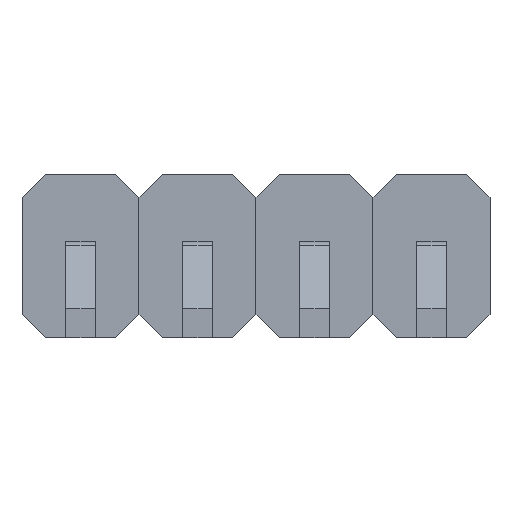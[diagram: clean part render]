
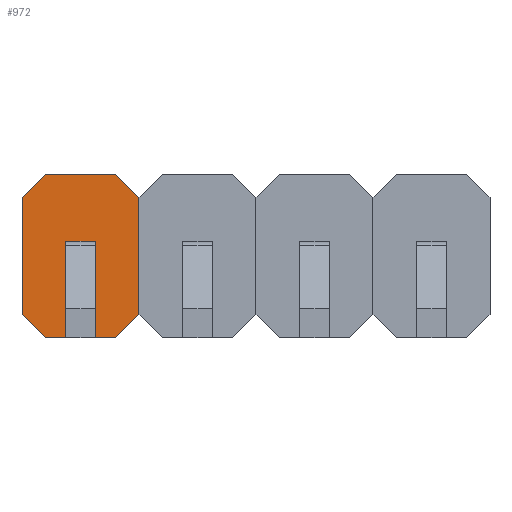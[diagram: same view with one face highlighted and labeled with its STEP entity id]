
A CAD part, left-side view. The second image highlights one B-rep face of the part: STEP entity #972.
In plain terms, the highlighted planar face has unit normal (-1, 0, 0).
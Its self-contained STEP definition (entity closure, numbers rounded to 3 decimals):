
#936 = EDGE_CURVE('',#937,#939,#941,.T.);
#937 = VERTEX_POINT('',#938);
#938 = CARTESIAN_POINT('',(3.808,0.77,3.56));
#939 = VERTEX_POINT('',#940);
#940 = CARTESIAN_POINT('',(3.808,-0.77,3.56));
#941 = LINE('',#942,#943);
#942 = CARTESIAN_POINT('',(3.808,1.27,3.56));
#943 = VECTOR('',#944,1.);
#944 = DIRECTION('',(0.,-1.,0.));
#972 = ADVANCED_FACE('',(#973),#1030,.F.);
#973 = FACE_BOUND('',#974,.F.);
#974 = EDGE_LOOP('',(#975,#976,#984,#992,#1000,#1008,#1016,#1024));
#975 = ORIENTED_EDGE('',*,*,#936,.T.);
#976 = ORIENTED_EDGE('',*,*,#977,.T.);
#977 = EDGE_CURVE('',#939,#978,#980,.T.);
#978 = VERTEX_POINT('',#979);
#979 = CARTESIAN_POINT('',(3.808,-1.27,3.06));
#980 = LINE('',#981,#982);
#981 = CARTESIAN_POINT('',(3.808,-1.148,3.183));
#982 = VECTOR('',#983,1.);
#983 = DIRECTION('',(0.,-0.707,-0.707)
  );
#984 = ORIENTED_EDGE('',*,*,#985,.T.);
#985 = EDGE_CURVE('',#978,#986,#988,.T.);
#986 = VERTEX_POINT('',#987);
#987 = CARTESIAN_POINT('',(3.808,-1.27,0.5));
#988 = LINE('',#989,#990);
#989 = CARTESIAN_POINT('',(3.808,-1.27,3.56));
#990 = VECTOR('',#991,1.);
#991 = DIRECTION('',(0.,0.,-1.));
#992 = ORIENTED_EDGE('',*,*,#993,.T.);
#993 = EDGE_CURVE('',#986,#994,#996,.T.);
#994 = VERTEX_POINT('',#995);
#995 = CARTESIAN_POINT('',(3.808,-0.77,0.));
#996 = LINE('',#997,#998);
#997 = CARTESIAN_POINT('',(3.808,-1.148,0.378));
#998 = VECTOR('',#999,1.);
#999 = DIRECTION('',(0.,0.707,-0.707)
  );
#1000 = ORIENTED_EDGE('',*,*,#1001,.T.);
#1001 = EDGE_CURVE('',#994,#1002,#1004,.T.);
#1002 = VERTEX_POINT('',#1003);
#1003 = CARTESIAN_POINT('',(3.808,0.77,0.));
#1004 = LINE('',#1005,#1006);
#1005 = CARTESIAN_POINT('',(3.808,-1.27,0.));
#1006 = VECTOR('',#1007,1.);
#1007 = DIRECTION('',(0.,1.,0.));
#1008 = ORIENTED_EDGE('',*,*,#1009,.T.);
#1009 = EDGE_CURVE('',#1002,#1010,#1012,.T.);
#1010 = VERTEX_POINT('',#1011);
#1011 = CARTESIAN_POINT('',(3.808,1.27,0.5));
#1012 = LINE('',#1013,#1014);
#1013 = CARTESIAN_POINT('',(3.808,1.148,0.378));
#1014 = VECTOR('',#1015,1.);
#1015 = DIRECTION('',(0.,0.707,0.707)
  );
#1016 = ORIENTED_EDGE('',*,*,#1017,.T.);
#1017 = EDGE_CURVE('',#1010,#1018,#1020,.T.);
#1018 = VERTEX_POINT('',#1019);
#1019 = CARTESIAN_POINT('',(3.808,1.27,3.06));
#1020 = LINE('',#1021,#1022);
#1021 = CARTESIAN_POINT('',(3.808,1.27,0.));
#1022 = VECTOR('',#1023,1.);
#1023 = DIRECTION('',(0.,0.,1.));
#1024 = ORIENTED_EDGE('',*,*,#1025,.F.);
#1025 = EDGE_CURVE('',#937,#1018,#1026,.T.);
#1026 = LINE('',#1027,#1028);
#1027 = CARTESIAN_POINT('',(3.808,1.148,3.183));
#1028 = VECTOR('',#1029,1.);
#1029 = DIRECTION('',(0.,0.707,-0.707)
  );
#1030 = PLANE('',#1031);
#1031 = AXIS2_PLACEMENT_3D('',#1032,#1033,#1034);
#1032 = CARTESIAN_POINT('',(3.808,0.,1.78));
#1033 = DIRECTION('',(1.,0.,0.));
#1034 = DIRECTION('',(0.,0.,1.));
